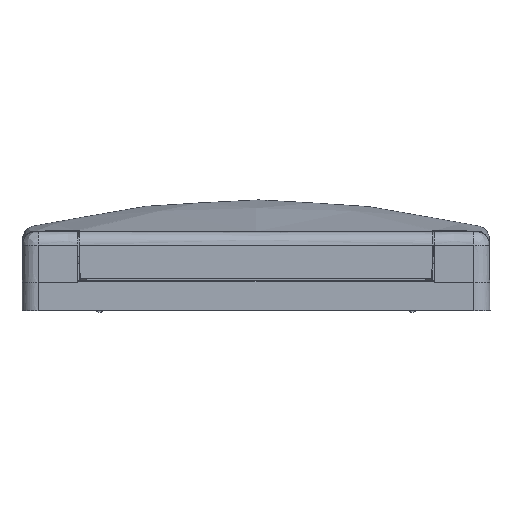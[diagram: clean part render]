
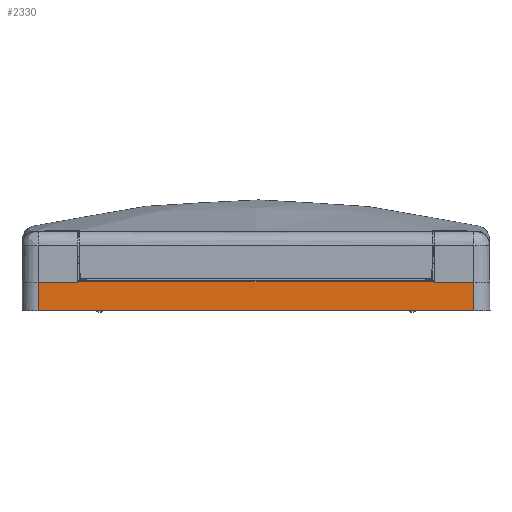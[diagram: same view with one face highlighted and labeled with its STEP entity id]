
A CAD part, front view. The second image highlights one B-rep face of the part: STEP entity #2330.
In plain terms, the highlighted planar face has unit normal (0, -1, 0.009).
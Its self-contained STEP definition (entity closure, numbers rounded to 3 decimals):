
#195 = CARTESIAN_POINT ( 'NONE',  ( 40., -42.993, 0.77 ) ) ;
#314 = CARTESIAN_POINT ( 'NONE',  ( -32.719, -42.948, 6. ) ) ;
#684 = PLANE ( 'NONE',  #10538 ) ;
#737 = ORIENTED_EDGE ( 'NONE', *, *, #16155, .F. ) ;
#1698 = B_SPLINE_CURVE_WITH_KNOTS ( 'NONE', 3,
 ( #16339, #9782, #42036, #39451 ),
 .UNSPECIFIED., .F., .F.,
 ( 4, 4 ),
 ( 0., 1. ),
 .UNSPECIFIED. ) ;
#2187 = CARTESIAN_POINT ( 'NONE',  ( -37.573, -42.948, 6. ) ) ;
#2330 = ADVANCED_FACE ( 'NONE', ( #39744 ), #684, .F. ) ;
#2359 = B_SPLINE_CURVE_WITH_KNOTS ( 'NONE', 3,
 ( #16000, #28947, #41892, #25753 ),
 .UNSPECIFIED., .F., .F.,
 ( 4, 4 ),
 ( 0., 1. ),
 .UNSPECIFIED. ) ;
#3915 = CARTESIAN_POINT ( 'NONE',  ( -32.72, -42.947, 6.129 ) ) ;
#4171 = CARTESIAN_POINT ( 'NONE',  ( 40., -42.993, 0.77 ) ) ;
#6698 = CARTESIAN_POINT ( 'NONE',  ( -32.719, -42.948, 6. ) ) ;
#8345 = VERTEX_POINT ( 'NONE', #15070 ) ;
#8449 = VERTEX_POINT ( 'NONE', #9042 ) ;
#8897 = B_SPLINE_CURVE_WITH_KNOTS ( 'NONE', 3,
 ( #11356, #34456, #14302, #40185 ),
 .UNSPECIFIED., .F., .F.,
 ( 4, 4 ),
 ( 0., 1. ),
 .UNSPECIFIED. ) ;
#9042 = CARTESIAN_POINT ( 'NONE',  ( 40., -42.948, 6. ) ) ;
#9193 = CARTESIAN_POINT ( 'NONE',  ( -10.907, -42.947, 6.129 ) ) ;
#9270 = B_SPLINE_CURVE_WITH_KNOTS ( 'NONE', 3,
 ( #27903, #2187, #25329, #12194 ),
 .UNSPECIFIED., .F., .F.,
 ( 4, 4 ),
 ( 0., 1. ),
 .UNSPECIFIED. ) ;
#9406 = CARTESIAN_POINT ( 'NONE',  ( 32.72, -42.947, 6.129 ) ) ;
#9782 = CARTESIAN_POINT ( 'NONE',  ( 40., -42.978, 2.513 ) ) ;
#10538 = AXIS2_PLACEMENT_3D ( 'NONE', #13868, #10697, #26593 ) ;
#10641 = ORIENTED_EDGE ( 'NONE', *, *, #33824, .F. ) ;
#10697 = DIRECTION ( 'NONE',  ( 0., 1., -0.009 ) ) ;
#10852 = VERTEX_POINT ( 'NONE', #195 ) ;
#11356 = CARTESIAN_POINT ( 'NONE',  ( -40., -42.993, 0.77 ) ) ;
#11823 = CARTESIAN_POINT ( 'NONE',  ( 32.72, -42.947, 6.129 ) ) ;
#12194 = CARTESIAN_POINT ( 'NONE',  ( -32.719, -42.948, 6. ) ) ;
#13750 = CARTESIAN_POINT ( 'NONE',  ( 13.333, -42.993, 0.77 ) ) ;
#13772 = EDGE_CURVE ( 'NONE', #31783, #8449, #37489, .T. ) ;
#13848 = CARTESIAN_POINT ( 'NONE',  ( 32.719, -42.948, 6. ) ) ;
#13868 = CARTESIAN_POINT ( 'NONE',  ( -40., -42.947, 6.129 ) ) ;
#14302 = CARTESIAN_POINT ( 'NONE',  ( -40., -42.963, 4.257 ) ) ;
#15070 = CARTESIAN_POINT ( 'NONE',  ( -32.72, -42.947, 6.129 ) ) ;
#15099 = B_SPLINE_CURVE_WITH_KNOTS ( 'NONE', 3,
 ( #4171, #13750, #30081, #23101 ),
 .UNSPECIFIED., .F., .F.,
 ( 4, 4 ),
 ( 0., 1. ),
 .UNSPECIFIED. ) ;
#15899 = CARTESIAN_POINT ( 'NONE',  ( -40., -42.948, 6. ) ) ;
#16000 = CARTESIAN_POINT ( 'NONE',  ( 32.72, -42.947, 6.129 ) ) ;
#16155 = EDGE_CURVE ( 'NONE', #10852, #27052, #15099, .T. ) ;
#16339 = CARTESIAN_POINT ( 'NONE',  ( 40., -42.993, 0.77 ) ) ;
#17028 = CARTESIAN_POINT ( 'NONE',  ( 40., -42.948, 6. ) ) ;
#17952 = ORIENTED_EDGE ( 'NONE', *, *, #26692, .F. ) ;
#19560 = EDGE_CURVE ( 'NONE', #27052, #40617, #8897, .T. ) ;
#19654 = CARTESIAN_POINT ( 'NONE',  ( -32.719, -42.947, 6.086 ) ) ;
#21425 = CARTESIAN_POINT ( 'NONE',  ( -40., -42.993, 0.77 ) ) ;
#21623 = EDGE_CURVE ( 'NONE', #10852, #8449, #1698, .T. ) ;
#22922 = ORIENTED_EDGE ( 'NONE', *, *, #19560, .F. ) ;
#23101 = CARTESIAN_POINT ( 'NONE',  ( -40., -42.993, 0.77 ) ) ;
#23400 = CARTESIAN_POINT ( 'NONE',  ( 35.146, -42.948, 6. ) ) ;
#23463 = CARTESIAN_POINT ( 'NONE',  ( -32.719, -42.947, 6.043 ) ) ;
#24035 = EDGE_LOOP ( 'NONE', ( #33948, #10641, #22922, #737, #24456, #33977, #17952, #36404 ) ) ;
#24456 = ORIENTED_EDGE ( 'NONE', *, *, #21623, .T. ) ;
#25224 = B_SPLINE_CURVE_WITH_KNOTS ( 'NONE', 3,
 ( #9406, #38251, #9193, #31690 ),
 .UNSPECIFIED., .F., .F.,
 ( 4, 4 ),
 ( 0., 1. ),
 .UNSPECIFIED. ) ;
#25329 = CARTESIAN_POINT ( 'NONE',  ( -35.146, -42.948, 6. ) ) ;
#25753 = CARTESIAN_POINT ( 'NONE',  ( 32.719, -42.948, 6. ) ) ;
#26329 = VERTEX_POINT ( 'NONE', #314 ) ;
#26593 = DIRECTION ( 'NONE',  ( -1., 0., 0. ) ) ;
#26692 = EDGE_CURVE ( 'NONE', #32831, #31783, #2359, .T. ) ;
#27052 = VERTEX_POINT ( 'NONE', #21425 ) ;
#27626 = CARTESIAN_POINT ( 'NONE',  ( 32.719, -42.948, 6. ) ) ;
#27903 = CARTESIAN_POINT ( 'NONE',  ( -40., -42.948, 6. ) ) ;
#28947 = CARTESIAN_POINT ( 'NONE',  ( 32.719, -42.947, 6.086 ) ) ;
#30081 = CARTESIAN_POINT ( 'NONE',  ( -13.333, -42.993, 0.77 ) ) ;
#31690 = CARTESIAN_POINT ( 'NONE',  ( -32.72, -42.947, 6.129 ) ) ;
#31736 = B_SPLINE_CURVE_WITH_KNOTS ( 'NONE', 3,
 ( #6698, #23463, #19654, #3915 ),
 .UNSPECIFIED., .F., .F.,
 ( 4, 4 ),
 ( 0., 1. ),
 .UNSPECIFIED. ) ;
#31783 = VERTEX_POINT ( 'NONE', #27626 ) ;
#32468 = EDGE_CURVE ( 'NONE', #32831, #8345, #25224, .T. ) ;
#32831 = VERTEX_POINT ( 'NONE', #11823 ) ;
#33363 = CARTESIAN_POINT ( 'NONE',  ( 37.573, -42.948, 6. ) ) ;
#33824 = EDGE_CURVE ( 'NONE', #40617, #26329, #9270, .T. ) ;
#33948 = ORIENTED_EDGE ( 'NONE', *, *, #39114, .F. ) ;
#33977 = ORIENTED_EDGE ( 'NONE', *, *, #13772, .F. ) ;
#34456 = CARTESIAN_POINT ( 'NONE',  ( -40., -42.978, 2.513 ) ) ;
#36404 = ORIENTED_EDGE ( 'NONE', *, *, #32468, .T. ) ;
#37489 = B_SPLINE_CURVE_WITH_KNOTS ( 'NONE', 3,
 ( #13848, #23400, #33363, #17028 ),
 .UNSPECIFIED., .F., .F.,
 ( 4, 4 ),
 ( 0., 1. ),
 .UNSPECIFIED. ) ;
#38251 = CARTESIAN_POINT ( 'NONE',  ( 10.907, -42.947, 6.129 ) ) ;
#39114 = EDGE_CURVE ( 'NONE', #26329, #8345, #31736, .T. ) ;
#39451 = CARTESIAN_POINT ( 'NONE',  ( 40., -42.948, 6. ) ) ;
#39744 = FACE_OUTER_BOUND ( 'NONE', #24035, .T. ) ;
#40185 = CARTESIAN_POINT ( 'NONE',  ( -40., -42.948, 6. ) ) ;
#40617 = VERTEX_POINT ( 'NONE', #15899 ) ;
#41892 = CARTESIAN_POINT ( 'NONE',  ( 32.719, -42.947, 6.043 ) ) ;
#42036 = CARTESIAN_POINT ( 'NONE',  ( 40., -42.963, 4.257 ) ) ;
